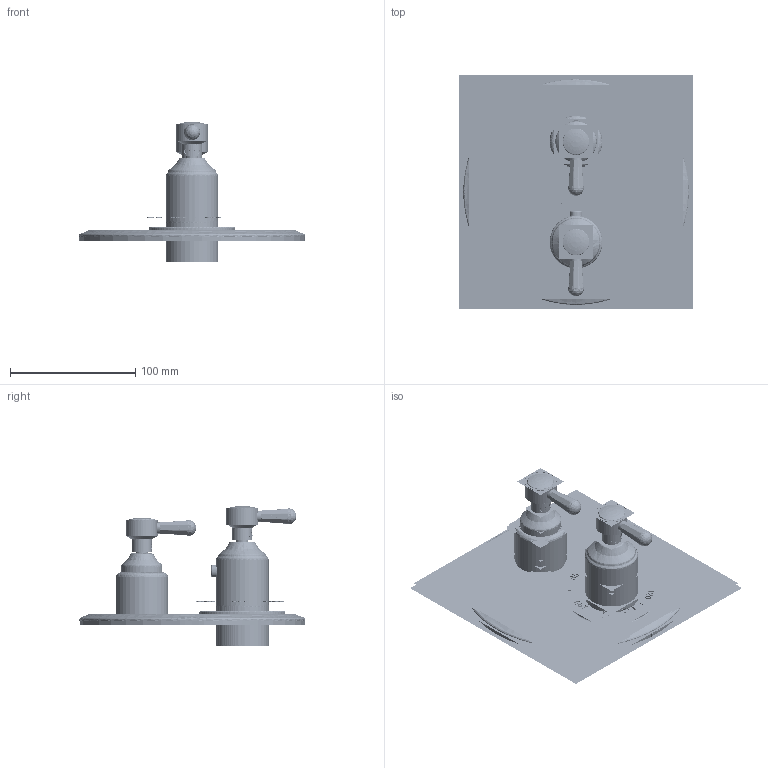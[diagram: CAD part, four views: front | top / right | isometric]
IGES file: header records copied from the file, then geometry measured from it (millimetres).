
Start section:  PTC IGES file: 3-1663tr_asm.igs
Global section: file name: 3-1663tr_asm.igs; native system: Creo Parametric by Parametric Technology Corporation; preprocessor: 2013150; author: rsmith; organization: Unknown; date: 20160401.115256; units: inch
Bounding box: 187.2 x 187.06 x 111.75 mm (x, y, z)
Surface area: 1398284.8 mm2 (no closed solid volume)
Topology: 0 solids, 0 shells, 5644 faces, 90675 edges, 120156 vertices
Faces by surface type: bspline 2678, revolution 2000, extrusion 966
